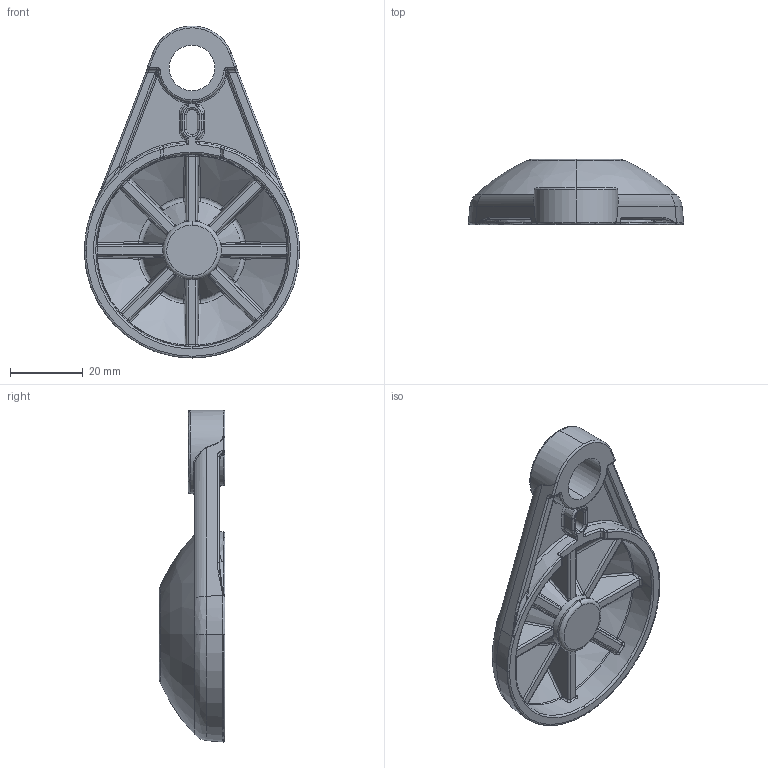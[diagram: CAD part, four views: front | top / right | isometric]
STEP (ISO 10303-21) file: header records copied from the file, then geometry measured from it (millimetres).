
FILE_DESCRIPTION (( 'STEP AP214' ), '1' );
FILE_NAME ('7410132', '2019-01-30T09:25:22', ( '' ), ('JUGARD+KÜNSTNER GmbH'), 'SwSTEP 2.0', 'SolidWorks 2017', '' );
FILE_SCHEMA (( 'AUTOMOTIVE_DESIGN' ));
Length unit declared in the file: millimetre
Products named in the file (2): Part1; 7410132
Assembly tree (1 placements, depth 2):
  7410132
    Part1
Bounding box: 59 x 18 x 91 mm (x, y, z)
Volume: 20783.6 mm3; surface area: 14041.7 mm2
Topology: 1 solids, 1 shells, 396 faces, 935 edges, 529 vertices
Faces by surface type: bspline 245, cylinder 69, plane 52, cone 30
Entity records: 22487 total; most frequent: CARTESIAN_POINT 10692, ORIENTED_EDGE 1842, DIRECTION 1178, EDGE_CURVE 921, VERTEX_POINT 529, AXIS2_PLACEMENT_3D 506, EDGE_LOOP 400, UNCERTAINTY_MEASURE_WITH_UNIT 400
